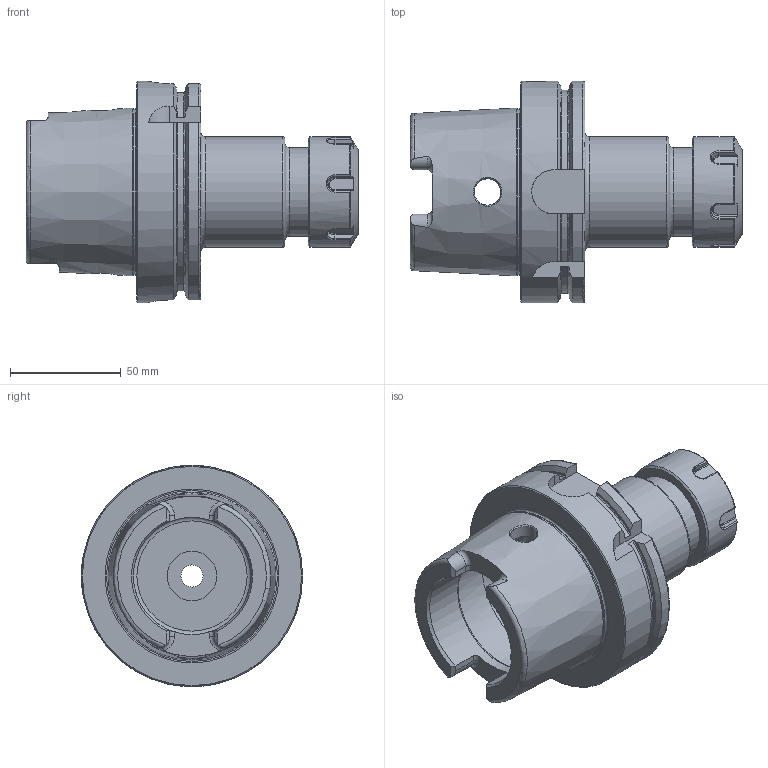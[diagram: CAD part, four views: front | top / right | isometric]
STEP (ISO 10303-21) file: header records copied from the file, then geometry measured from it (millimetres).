
FILE_DESCRIPTION(/* description */ (''),/* implementation_level */ '2;1');
FILE_NAME(/* name */ 'BR016.stp',/* time_stamp */ '2021-04-13T14:24:50+09:00',/* author */ ('eos'),/* organization */ (''),/* preprocessor_version */ 'ST-DEVELOPER v18.1',/* originating_system */ 'Autodesk Inventor 2020',/* authorisation */ '');
FILE_SCHEMA (('AUTOMOTIVE_DESIGN { 1 0 10303 214 3 1 1 }'));
Length unit declared in the file: millimetre
Products named in the file (3): HSK100A-ER32-3.94; HSK63A; ER32NUT
Assembly tree (2 placements, depth 2):
  HSK100A-ER32-3.94
    HSK63A
    ER32NUT
Bounding box: 150 x 100 x 100 mm (x, y, z)
Volume: 344099.1 mm3; surface area: 72126.2 mm2
Topology: 2 solids, 3 shells, 206 faces, 575 edges, 384 vertices
Faces by surface type: plane 76, cylinder 56, torus 40, cone 26, bspline 8
Full cylindrical faces by diameter (mm): 1 x1, 10 x2, 12 x2, 20.498 x1, 22.376 x1, 23 x1, 23.5 x1, 25 x1, 27.1 x1, 31.4 x1, 33.8 x1, 38.6 x1, 40 x2, 40.5 x1, 50 x2, 53 x2, 63 x1, 75.415 x1, 100 x1
Entity records: 8582 total; most frequent: CARTESIAN_POINT 3197, ORIENTED_EDGE 1149, DIRECTION 1099, EDGE_CURVE 576, AXIS2_PLACEMENT_3D 454, VERTEX_POINT 386, CIRCLE 243, EDGE_LOOP 226
